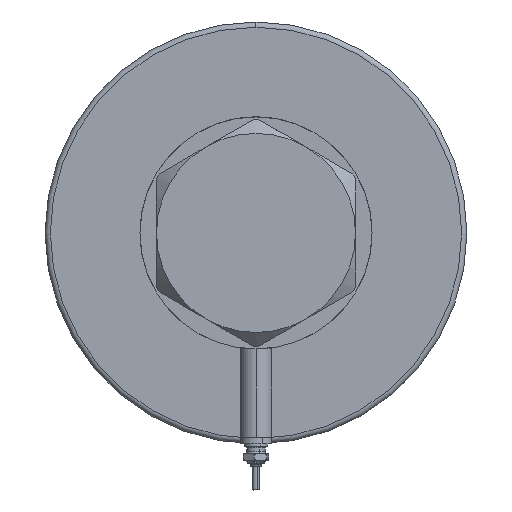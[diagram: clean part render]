
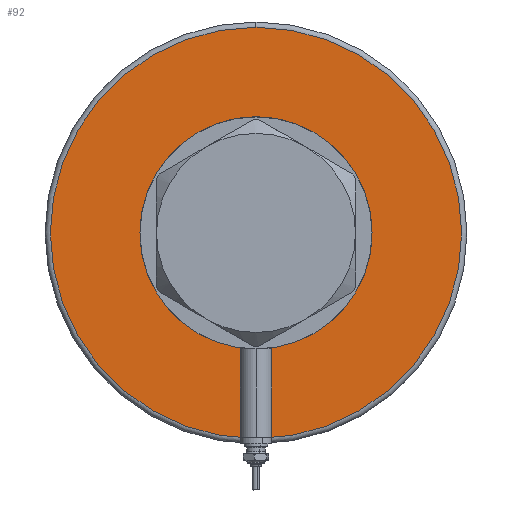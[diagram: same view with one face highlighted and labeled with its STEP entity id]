
A CAD part, left-side view. The second image highlights one B-rep face of the part: STEP entity #92.
In plain terms, the highlighted face is planar.
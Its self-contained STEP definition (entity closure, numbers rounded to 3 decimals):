
#71 = CARTESIAN_POINT ( 'NONE',  ( 37.5, 0., 0. ) ) ;
#92 = ADVANCED_FACE ( 'NONE', ( #1002, #5970 ), #980, .F. ) ;
#110 = DIRECTION ( 'NONE',  ( 0., 0., 1. ) ) ;
#223 = AXIS2_PLACEMENT_3D ( 'NONE', #5013, #2628, #2042 ) ;
#565 = DIRECTION ( 'NONE',  ( 1., 0., 0. ) ) ;
#664 = DIRECTION ( 'NONE',  ( 0., 0., 1. ) ) ;
#681 = DIRECTION ( 'NONE',  ( 1., 0., 0. ) ) ;
#806 = CIRCLE ( 'NONE', #2654, 37.5 ) ;
#946 = AXIS2_PLACEMENT_3D ( 'NONE', #2000, #6367, #4906 ) ;
#980 = PLANE ( 'NONE',  #946 ) ;
#1002 = FACE_OUTER_BOUND ( 'NONE', #2781, .T. ) ;
#1201 = ORIENTED_EDGE ( 'NONE', *, *, #1672, .T. ) ;
#1434 = ORIENTED_EDGE ( 'NONE', *, *, #4634, .T. ) ;
#1560 = CARTESIAN_POINT ( 'NONE',  ( 0., 0., 0. ) ) ;
#1672 = EDGE_CURVE ( 'NONE', #6193, #4473, #3060, .T. ) ;
#1694 = EDGE_CURVE ( 'NONE', #4473, #6193, #806, .T. ) ;
#1917 = EDGE_LOOP ( 'NONE', ( #5758, #1201 ) ) ;
#2000 = CARTESIAN_POINT ( 'NONE',  ( 0., 0., 0. ) ) ;
#2042 = DIRECTION ( 'NONE',  ( 1., 0., 0. ) ) ;
#2463 = CARTESIAN_POINT ( 'NONE',  ( 78., 0., 0. ) ) ;
#2622 = DIRECTION ( 'NONE',  ( 1., 0., 0. ) ) ;
#2628 = DIRECTION ( 'NONE',  ( 0., 0., -1. ) ) ;
#2654 = AXIS2_PLACEMENT_3D ( 'NONE', #3653, #110, #2622 ) ;
#2694 = AXIS2_PLACEMENT_3D ( 'NONE', #3117, #4116, #681 ) ;
#2781 = EDGE_LOOP ( 'NONE', ( #3121, #1434 ) ) ;
#3060 = CIRCLE ( 'NONE', #5328, 37.5 ) ;
#3084 = VERTEX_POINT ( 'NONE', #4357 ) ;
#3117 = CARTESIAN_POINT ( 'NONE',  ( 0., 0., 0. ) ) ;
#3121 = ORIENTED_EDGE ( 'NONE', *, *, #5190, .T. ) ;
#3653 = CARTESIAN_POINT ( 'NONE',  ( 0., 0., 0. ) ) ;
#3933 = VERTEX_POINT ( 'NONE', #2463 ) ;
#4116 = DIRECTION ( 'NONE',  ( 0., 0., -1. ) ) ;
#4357 = CARTESIAN_POINT ( 'NONE',  ( -78., 0., 0. ) ) ;
#4473 = VERTEX_POINT ( 'NONE', #71 ) ;
#4634 = EDGE_CURVE ( 'NONE', #3084, #3933, #5359, .T. ) ;
#4657 = CIRCLE ( 'NONE', #2694, 78. ) ;
#4906 = DIRECTION ( 'NONE',  ( 1., 0., 0. ) ) ;
#5013 = CARTESIAN_POINT ( 'NONE',  ( 0., 0., 0. ) ) ;
#5034 = CARTESIAN_POINT ( 'NONE',  ( -37.5, 0., 0. ) ) ;
#5190 = EDGE_CURVE ( 'NONE', #3933, #3084, #4657, .T. ) ;
#5328 = AXIS2_PLACEMENT_3D ( 'NONE', #1560, #664, #565 ) ;
#5359 = CIRCLE ( 'NONE', #223, 78. ) ;
#5758 = ORIENTED_EDGE ( 'NONE', *, *, #1694, .T. ) ;
#5970 = FACE_BOUND ( 'NONE', #1917, .T. ) ;
#6193 = VERTEX_POINT ( 'NONE', #5034 ) ;
#6367 = DIRECTION ( 'NONE',  ( 0., 0., 1. ) ) ;
